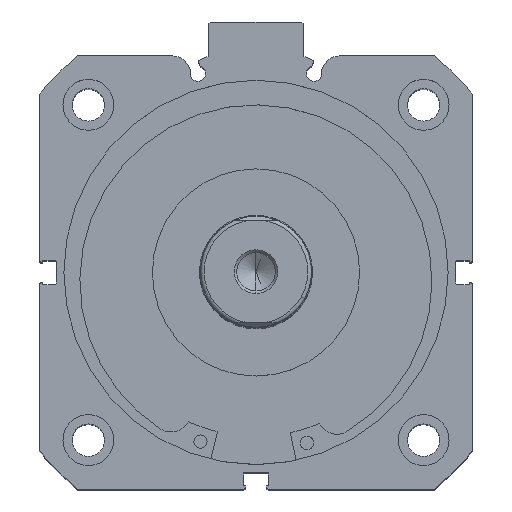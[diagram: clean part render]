
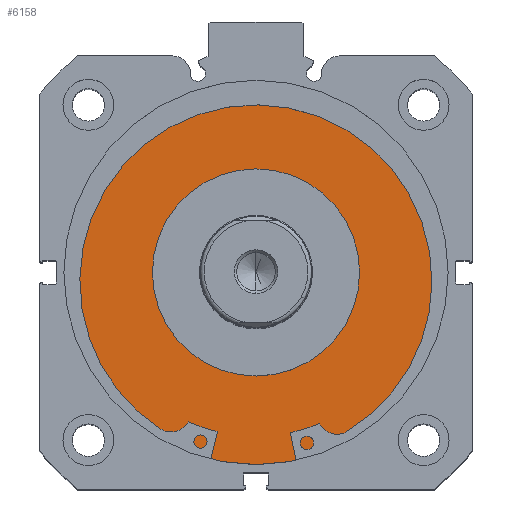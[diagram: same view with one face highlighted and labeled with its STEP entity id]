
A CAD part, top view. The second image highlights one B-rep face of the part: STEP entity #6158.
In plain terms, the highlighted face is planar.
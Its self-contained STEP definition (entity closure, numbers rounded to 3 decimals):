
#1184 = CIRCLE ( 'NONE', #1799, 51. ) ;
#1191 = CIRCLE ( 'NONE', #1803, 27.5 ) ;
#1198 = CIRCLE ( 'NONE', #1807, 27.5 ) ;
#1200 = CIRCLE ( 'NONE', #1808, 51. ) ;
#1641 = CARTESIAN_POINT ( 'NONE',  ( 5.5, 0., 0. ) ) ;
#1642 = DIRECTION ( 'NONE',  ( -1., 0., 0. ) ) ;
#1643 = DIRECTION ( 'NONE',  ( 0., 0., 1. ) ) ;
#1651 = CARTESIAN_POINT ( 'NONE',  ( 5.5, 0., 0. ) ) ;
#1652 = DIRECTION ( 'NONE',  ( -1., 0., 0. ) ) ;
#1653 = DIRECTION ( 'NONE',  ( 0., 0., 1. ) ) ;
#1668 = CARTESIAN_POINT ( 'NONE',  ( 5.5, 0., 0. ) ) ;
#1671 = CARTESIAN_POINT ( 'NONE',  ( 5.5, 0., 0. ) ) ;
#1675 = DIRECTION ( 'NONE',  ( -1., 0., 0. ) ) ;
#1676 = DIRECTION ( 'NONE',  ( 0., 0., 1. ) ) ;
#1678 = DIRECTION ( 'NONE',  ( -1., 0., 0. ) ) ;
#1679 = DIRECTION ( 'NONE',  ( 0., 0., 1. ) ) ;
#1799 = AXIS2_PLACEMENT_3D ( 'NONE', #1641, #1642, #1643 ) ;
#1803 = AXIS2_PLACEMENT_3D ( 'NONE', #1651, #1652, #1653 ) ;
#1807 = AXIS2_PLACEMENT_3D ( 'NONE', #1668, #1675, #1676 ) ;
#1808 = AXIS2_PLACEMENT_3D ( 'NONE', #1671, #1678, #1679 ) ;
#2077 = VERTEX_POINT ( 'NONE', #2429 ) ;
#2078 = VERTEX_POINT ( 'NONE', #2430 ) ;
#2083 = VERTEX_POINT ( 'NONE', #2435 ) ;
#2084 = VERTEX_POINT ( 'NONE', #2436 ) ;
#2429 = CARTESIAN_POINT ( 'NONE',  ( 5.5, 0., 27.5 ) ) ;
#2430 = CARTESIAN_POINT ( 'NONE',  ( 5.5, 0., -27.5 ) ) ;
#2435 = CARTESIAN_POINT ( 'NONE',  ( 5.5, 0., -51. ) ) ;
#2436 = CARTESIAN_POINT ( 'NONE',  ( 5.5, 0., 51. ) ) ;
#2936 = CARTESIAN_POINT ( 'NONE',  ( 5.5, 51., 0. ) ) ;
#2937 = PLANE ( 'NONE',  #6950 ) ;
#2938 = DIRECTION ( 'NONE',  ( 1., 0., 0. ) ) ;
#2939 = DIRECTION ( 'NONE',  ( 0., 0., -1. ) ) ;
#3307 = ORIENTED_EDGE ( 'NONE', *, *, #6795, .F. ) ;
#3308 = ORIENTED_EDGE ( 'NONE', *, *, #6803, .F. ) ;
#3309 = ORIENTED_EDGE ( 'NONE', *, *, #6790, .T. ) ;
#3310 = ORIENTED_EDGE ( 'NONE', *, *, #6804, .T. ) ;
#3617 = FACE_BOUND ( 'NONE', #5897, .T. ) ;
#3623 = FACE_OUTER_BOUND ( 'NONE', #5945, .T. ) ;
#5897 = EDGE_LOOP ( 'NONE', ( #3307, #3308 ) ) ;
#5945 = EDGE_LOOP ( 'NONE', ( #3309, #3310 ) ) ;
#6158 = ADVANCED_FACE ( 'NONE', ( #3617, #3623 ), #2937, .F. ) ;
#6790 = EDGE_CURVE ( 'NONE', #2084, #2083, #1184, .T. ) ;
#6795 = EDGE_CURVE ( 'NONE', #2077, #2078, #1191, .T. ) ;
#6803 = EDGE_CURVE ( 'NONE', #2078, #2077, #1198, .T. ) ;
#6804 = EDGE_CURVE ( 'NONE', #2083, #2084, #1200, .T. ) ;
#6950 = AXIS2_PLACEMENT_3D ( 'NONE', #2936, #2938, #2939 ) ;
